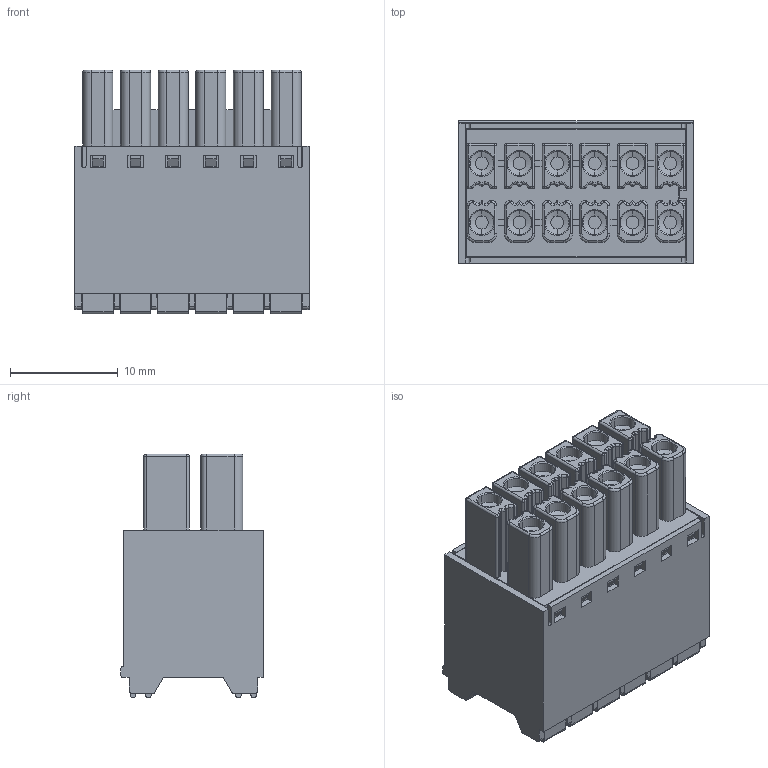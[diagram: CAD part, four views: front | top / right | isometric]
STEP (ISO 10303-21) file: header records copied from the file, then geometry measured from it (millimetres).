
FILE_DESCRIPTION( ('This file contains a STEP AP42 implementation' ,'as created by ZW3D STEP Interface translator.') ,'2;1' );
FILE_NAME( 'WJ15EDGKNH-3.5-2x06P-00A.stp' ,'231020. 8 753', (''), ('ZWCAD Software Co.'), 'Version 1.0', 'ZW3D to STEP translator', '' );
FILE_SCHEMA(('AUTOMOTIVE_DESIGN { 1 0 10303 214 1 1 1 1 }'));
Length unit declared in the file: millimetre
Products named in the file (2): 0; WJ15EDGKNH-3.5-2x08P-00A
Bounding box: 21.8 x 13.25 x 22.65 mm (x, y, z)
Volume: 4504.3 mm3; surface area: 5711.3 mm2
Topology: 1 solids, 1 shells, 2072 faces, 5733 edges, 3689 vertices
Faces by surface type: plane 1267, cylinder 584, torus 100, cone 67, sphere 40, bspline 14
Entity records: 69122 total; most frequent: CARTESIAN_POINT 13467, ORIENTED_EDGE 11466, DIRECTION 10918, EDGE_CURVE 5733, VECTOR 4178, LINE 4178, VERTEX_POINT 3689, AXIS2_PLACEMENT_3D 3370
